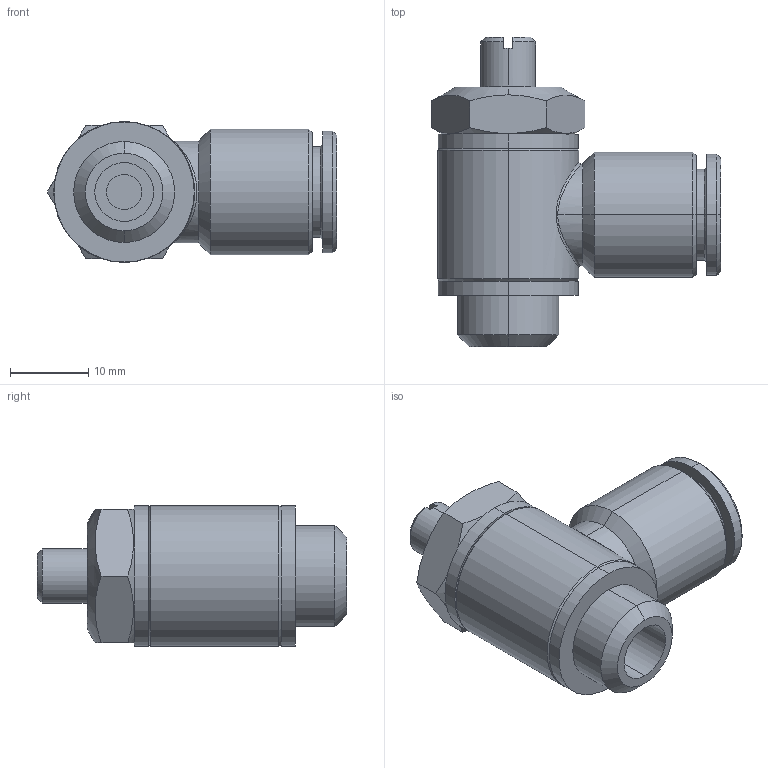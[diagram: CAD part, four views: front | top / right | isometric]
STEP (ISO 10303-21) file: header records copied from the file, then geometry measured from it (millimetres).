
FILE_DESCRIPTION (( 'STEP AP203' ), '1' );
FILE_NAME ('04290V52.STEP', '2010-05-11T14:47:14', ( '' ), ( 'sopra-pneumatic' ), 'SwSTEP 2.0', 'SolidWorks 2009', '' );
FILE_SCHEMA (( 'CONFIG_CONTROL_DESIGN' ));
Length unit declared in the file: millimetre
Products named in the file (1): 04290V52
Bounding box: 36.97 x 39.51 x 18 mm (x, y, z)
Volume: 9376.4 mm3; surface area: 4362.7 mm2
Topology: 1 solids, 3 shells, 81 faces, 171 edges, 108 vertices
Faces by surface type: cylinder 31, plane 26, cone 22, bspline 2
Entity records: 3463 total; most frequent: CARTESIAN_POINT 1635, DIRECTION 381, ORIENTED_EDGE 342, EDGE_CURVE 171, AXIS2_PLACEMENT_3D 159, VERTEX_POINT 108, EDGE_LOOP 93, ADVANCED_FACE 81
